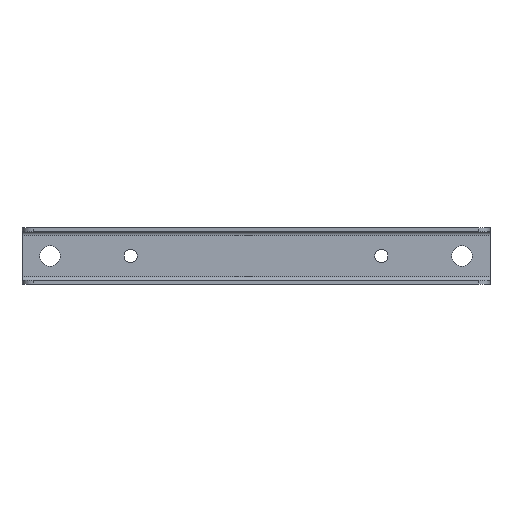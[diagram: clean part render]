
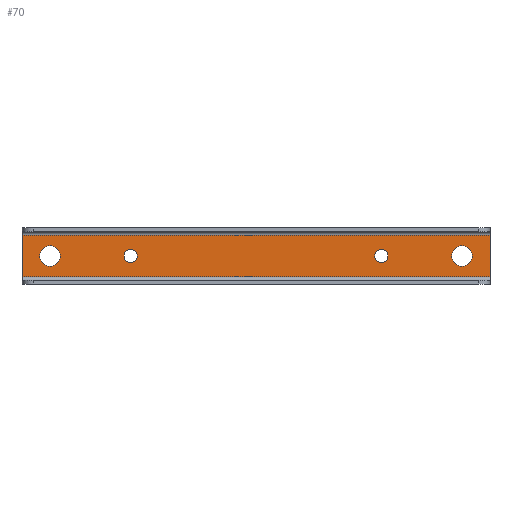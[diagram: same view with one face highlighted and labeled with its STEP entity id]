
A CAD part, front view. The second image highlights one B-rep face of the part: STEP entity #70.
In plain terms, the highlighted planar face has unit normal (0, -1, 0).
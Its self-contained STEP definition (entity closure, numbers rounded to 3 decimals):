
#18 = CARTESIAN_POINT ( 'NONE',  ( -125., -2., 15. ) ) ;
#39 = DIRECTION ( 'NONE',  ( 0., 0., -1. ) ) ;
#43 = DIRECTION ( 'NONE',  ( 0., 0., 1. ) ) ;
#47 = CARTESIAN_POINT ( 'NONE',  ( 125., -2., 15. ) ) ;
#49 = CARTESIAN_POINT ( 'NONE',  ( -67., -2., 3.5 ) ) ;
#53 = AXIS2_PLACEMENT_3D ( 'NONE', #889, #865, #818 ) ;
#55 = EDGE_CURVE ( 'NONE', #764, #382, #209, .T. ) ;
#59 = DIRECTION ( 'NONE',  ( 0., 1., 0. ) ) ;
#70 = ADVANCED_FACE ( 'NONE', ( #236, #531, #184, #139, #492 ), #670, .F. ) ;
#72 = CARTESIAN_POINT ( 'NONE',  ( 110., -2., 0. ) ) ;
#89 = EDGE_CURVE ( 'NONE', #920, #1046, #154, .T. ) ;
#94 = CARTESIAN_POINT ( 'NONE',  ( 67., -2., 0. ) ) ;
#105 = CARTESIAN_POINT ( 'NONE',  ( 125., -2., 11. ) ) ;
#116 = DIRECTION ( 'NONE',  ( 0., -1., 0. ) ) ;
#134 = EDGE_CURVE ( 'NONE', #586, #604, #579, .T. ) ;
#135 = DIRECTION ( 'NONE',  ( 0., 0., -1. ) ) ;
#139 = FACE_BOUND ( 'NONE', #861, .T. ) ;
#154 = CIRCLE ( 'NONE', #873, 3.5 ) ;
#183 = VECTOR ( 'NONE', #200, 1000. ) ;
#184 = FACE_BOUND ( 'NONE', #1036, .T. ) ;
#198 = LINE ( 'NONE', #675, #556 ) ;
#200 = DIRECTION ( 'NONE',  ( -1., 0., 0. ) ) ;
#204 = DIRECTION ( 'NONE',  ( 0., 0., 1. ) ) ;
#209 = CIRCLE ( 'NONE', #1058, 5.5 ) ;
#221 = CIRCLE ( 'NONE', #286, 3.5 ) ;
#222 = CARTESIAN_POINT ( 'NONE',  ( 67., -2., 3.5 ) ) ;
#228 = CARTESIAN_POINT ( 'NONE',  ( 110., -2., 5.5 ) ) ;
#236 = FACE_BOUND ( 'NONE', #718, .T. ) ;
#240 = EDGE_CURVE ( 'NONE', #495, #664, #491, .T. ) ;
#244 = CIRCLE ( 'NONE', #281, 5.5 ) ;
#281 = AXIS2_PLACEMENT_3D ( 'NONE', #897, #907, #929 ) ;
#286 = AXIS2_PLACEMENT_3D ( 'NONE', #458, #452, #450 ) ;
#287 = CIRCLE ( 'NONE', #53, 3.5 ) ;
#321 = EDGE_CURVE ( 'NONE', #1046, #920, #221, .T. ) ;
#351 = CARTESIAN_POINT ( 'NONE',  ( 110., -2., -5.5 ) ) ;
#358 = DIRECTION ( 'NONE',  ( 0., -1., 0. ) ) ;
#382 = VERTEX_POINT ( 'NONE', #351 ) ;
#446 = DIRECTION ( 'NONE',  ( 0., 0., 1. ) ) ;
#450 = DIRECTION ( 'NONE',  ( 0., 0., 1. ) ) ;
#452 = DIRECTION ( 'NONE',  ( 0., -1., 0. ) ) ;
#457 = CARTESIAN_POINT ( 'NONE',  ( -67., -2., -3.5 ) ) ;
#458 = CARTESIAN_POINT ( 'NONE',  ( 67., -2., 0. ) ) ;
#464 = EDGE_CURVE ( 'NONE', #568, #592, #578, .T. ) ;
#468 = AXIS2_PLACEMENT_3D ( 'NONE', #555, #358, #446 ) ;
#477 = DIRECTION ( 'NONE',  ( 0., 0., 1. ) ) ;
#478 = CARTESIAN_POINT ( 'NONE',  ( -125., -2., 11. ) ) ;
#481 = AXIS2_PLACEMENT_3D ( 'NONE', #927, #911, #890 ) ;
#487 = AXIS2_PLACEMENT_3D ( 'NONE', #705, #756, #770 ) ;
#491 = CIRCLE ( 'NONE', #468, 3.5 ) ;
#492 = FACE_OUTER_BOUND ( 'NONE', #916, .T. ) ;
#495 = VERTEX_POINT ( 'NONE', #49 ) ;
#520 = CIRCLE ( 'NONE', #487, 5.5 ) ;
#524 = ORIENTED_EDGE ( 'NONE', *, *, #1015, .F. ) ;
#531 = FACE_BOUND ( 'NONE', #1038, .T. ) ;
#555 = CARTESIAN_POINT ( 'NONE',  ( -67., -2., 0. ) ) ;
#556 = VECTOR ( 'NONE', #774, 1000. ) ;
#568 = VERTEX_POINT ( 'NONE', #878 ) ;
#569 = ORIENTED_EDGE ( 'NONE', *, *, #240, .F. ) ;
#572 = LINE ( 'NONE', #18, #622 ) ;
#578 = LINE ( 'NONE', #47, #636 ) ;
#579 = CIRCLE ( 'NONE', #481, 5.5 ) ;
#586 = VERTEX_POINT ( 'NONE', #725 ) ;
#592 = VERTEX_POINT ( 'NONE', #737 ) ;
#604 = VERTEX_POINT ( 'NONE', #627 ) ;
#622 = VECTOR ( 'NONE', #135, 1000. ) ;
#627 = CARTESIAN_POINT ( 'NONE',  ( -110., -2., -5.5 ) ) ;
#636 = VECTOR ( 'NONE', #39, 1000. ) ;
#643 = LINE ( 'NONE', #105, #183 ) ;
#656 = ORIENTED_EDGE ( 'NONE', *, *, #988, .T. ) ;
#664 = VERTEX_POINT ( 'NONE', #457 ) ;
#668 = ORIENTED_EDGE ( 'NONE', *, *, #950, .F. ) ;
#670 = PLANE ( 'NONE',  #924 ) ;
#674 = ORIENTED_EDGE ( 'NONE', *, *, #89, .F. ) ;
#675 = CARTESIAN_POINT ( 'NONE',  ( 125., -2., -11. ) ) ;
#699 = VERTEX_POINT ( 'NONE', #478 ) ;
#705 = CARTESIAN_POINT ( 'NONE',  ( -110., -2., 0. ) ) ;
#709 = ORIENTED_EDGE ( 'NONE', *, *, #1005, .F. ) ;
#718 = EDGE_LOOP ( 'NONE', ( #987, #709 ) ) ;
#725 = CARTESIAN_POINT ( 'NONE',  ( -110., -2., 5.5 ) ) ;
#737 = CARTESIAN_POINT ( 'NONE',  ( 125., -2., -11. ) ) ;
#756 = DIRECTION ( 'NONE',  ( 0., -1., 0. ) ) ;
#764 = VERTEX_POINT ( 'NONE', #228 ) ;
#770 = DIRECTION ( 'NONE',  ( 0., 0., 1. ) ) ;
#774 = DIRECTION ( 'NONE',  ( -1., 0., 0. ) ) ;
#778 = CARTESIAN_POINT ( 'NONE',  ( 125., -2., 15. ) ) ;
#797 = EDGE_CURVE ( 'NONE', #568, #699, #643, .T. ) ;
#799 = CARTESIAN_POINT ( 'NONE',  ( 67., -2., -3.5 ) ) ;
#818 = DIRECTION ( 'NONE',  ( 0., 0., 1. ) ) ;
#834 = ORIENTED_EDGE ( 'NONE', *, *, #464, .F. ) ;
#861 = EDGE_LOOP ( 'NONE', ( #964, #866 ) ) ;
#865 = DIRECTION ( 'NONE',  ( 0., -1., 0. ) ) ;
#866 = ORIENTED_EDGE ( 'NONE', *, *, #936, .F. ) ;
#873 = AXIS2_PLACEMENT_3D ( 'NONE', #94, #116, #204 ) ;
#878 = CARTESIAN_POINT ( 'NONE',  ( 125., -2., 11. ) ) ;
#886 = ORIENTED_EDGE ( 'NONE', *, *, #797, .T. ) ;
#889 = CARTESIAN_POINT ( 'NONE',  ( -67., -2., 0. ) ) ;
#890 = DIRECTION ( 'NONE',  ( 0., 0., 1. ) ) ;
#897 = CARTESIAN_POINT ( 'NONE',  ( 110., -2., 0. ) ) ;
#907 = DIRECTION ( 'NONE',  ( 0., -1., 0. ) ) ;
#911 = DIRECTION ( 'NONE',  ( 0., -1., 0. ) ) ;
#916 = EDGE_LOOP ( 'NONE', ( #656, #668, #834, #886 ) ) ;
#918 = CARTESIAN_POINT ( 'NONE',  ( -125., -2., -11. ) ) ;
#920 = VERTEX_POINT ( 'NONE', #222 ) ;
#924 = AXIS2_PLACEMENT_3D ( 'NONE', #778, #59, #43 ) ;
#927 = CARTESIAN_POINT ( 'NONE',  ( -110., -2., 0. ) ) ;
#929 = DIRECTION ( 'NONE',  ( 0., 0., 1. ) ) ;
#936 = EDGE_CURVE ( 'NONE', #604, #586, #520, .T. ) ;
#950 = EDGE_CURVE ( 'NONE', #592, #1009, #198, .T. ) ;
#964 = ORIENTED_EDGE ( 'NONE', *, *, #134, .F. ) ;
#987 = ORIENTED_EDGE ( 'NONE', *, *, #55, .F. ) ;
#988 = EDGE_CURVE ( 'NONE', #699, #1009, #572, .T. ) ;
#1000 = DIRECTION ( 'NONE',  ( 0., -1., 0. ) ) ;
#1005 = EDGE_CURVE ( 'NONE', #382, #764, #244, .T. ) ;
#1009 = VERTEX_POINT ( 'NONE', #918 ) ;
#1015 = EDGE_CURVE ( 'NONE', #664, #495, #287, .T. ) ;
#1036 = EDGE_LOOP ( 'NONE', ( #569, #524 ) ) ;
#1038 = EDGE_LOOP ( 'NONE', ( #674, #1052 ) ) ;
#1046 = VERTEX_POINT ( 'NONE', #799 ) ;
#1052 = ORIENTED_EDGE ( 'NONE', *, *, #321, .F. ) ;
#1058 = AXIS2_PLACEMENT_3D ( 'NONE', #72, #1000, #477 ) ;
